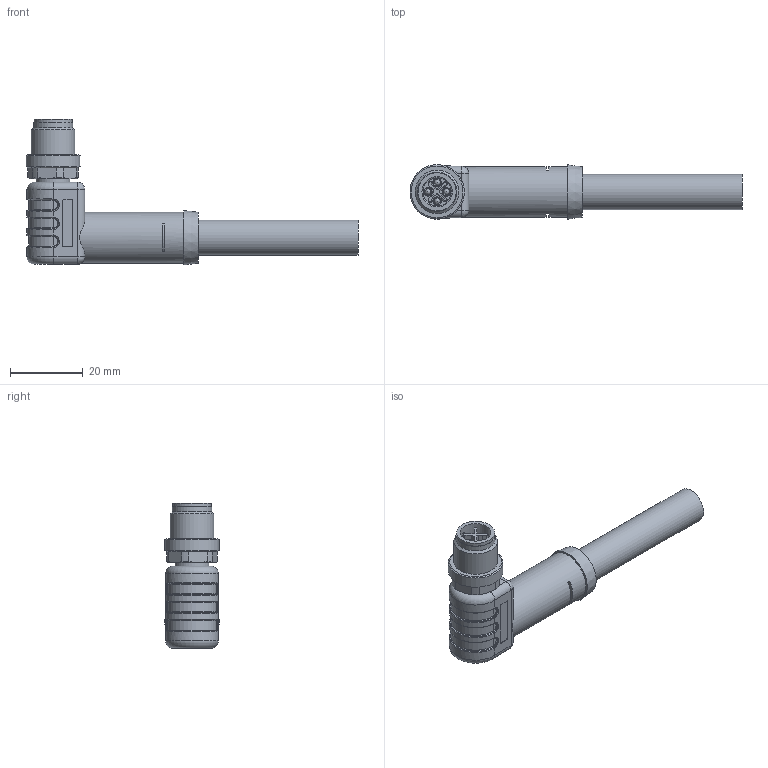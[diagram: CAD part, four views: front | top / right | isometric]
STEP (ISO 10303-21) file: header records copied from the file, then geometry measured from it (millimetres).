
FILE_DESCRIPTION(/* description */ (''),/* implementation_level */ '2;1');
FILE_NAME(/* name */ 'RA-PSWM12S4-m_S4600.stp',/* time_stamp */ '2018-09-10T13:09:05+02:00',/* author */ (''),/* organization */ (''),/* preprocessor_version */ 'ST-DEVELOPER v16',/* originating_system */ 'SIEMENS PLM Software NX 10.0',/* authorisation */ '');
FILE_SCHEMA (('AUTOMOTIVE_DESIGN { 1 0 10303 214 3 1 1 1 }'));
Length unit declared in the file: millimetre
Products named in the file (1): RA-PSWM12K4-m-RA-PSWM12S4_S4600_stp
Bounding box: 91.47 x 15 x 40.2 mm (x, y, z)
Volume: 14348.6 mm3; surface area: 5823.6 mm2
Topology: 1 solids, 1 shells, 231 faces, 543 edges, 327 vertices
Faces by surface type: plane 74, cylinder 70, bspline 36, torus 26, cone 17, sphere 8
Full cylindrical faces by diameter (mm): 1.5 x4, 2.12 x4, 8.35 x1, 9.3 x1, 9.7 x1, 10.5 x1, 10.8 x1, 12 x1, 14 x1, 15 x1
Entity records: 6848 total; most frequent: CARTESIAN_POINT 1904, DIRECTION 1034, ORIENTED_EDGE 990, EDGE_CURVE 495, AXIS2_PLACEMENT_3D 424, VERTEX_POINT 312, EDGE_LOOP 277, ADVANCED_FACE 231
